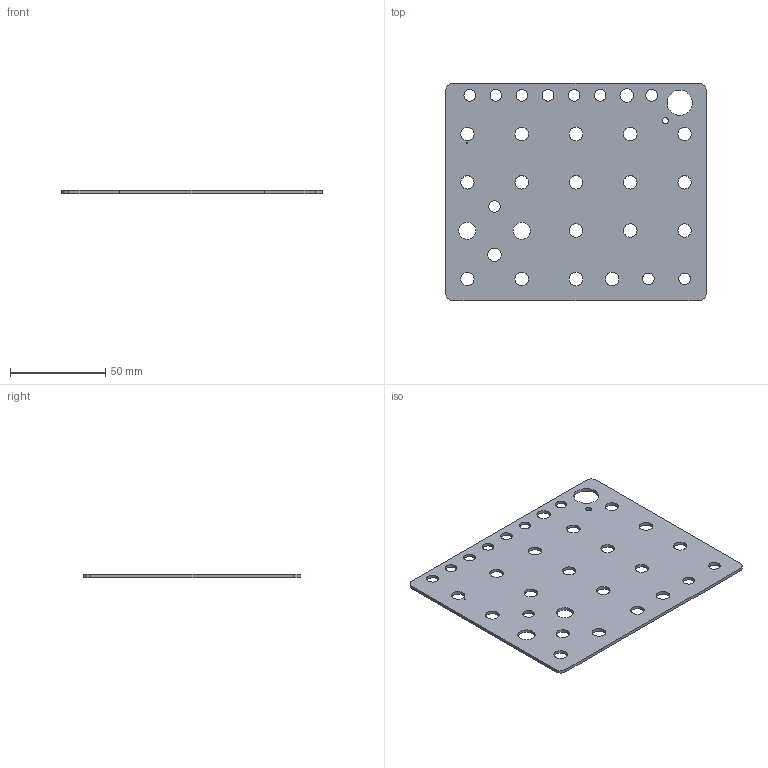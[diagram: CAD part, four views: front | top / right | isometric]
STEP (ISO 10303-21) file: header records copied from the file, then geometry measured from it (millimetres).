
FILE_DESCRIPTION(('KiCad electronic assembly'),'2;1');
FILE_NAME('micro_pico_faceplate-3D.step','2022-10-07T21:06:21',('Pcbnew' ),('Kicad'),'Open CASCADE STEP processor 7.5', 'KiCad to STEP converter','Unknown');
FILE_SCHEMA(('AUTOMOTIVE_DESIGN { 1 0 10303 214 1 1 1 1 }'));
Length unit declared in the file: millimetre
Products named in the file (2): micro_pico_faceplate-3D 1; micro_pico_faceplate PCB
Assembly tree (1 placements, depth 2):
  micro_pico_faceplate-3D 1
    micro_pico_faceplate PCB
Bounding box: 137.16 x 114.3 x 1.6 mm (x, y, z)
Volume: 22953.7 mm3; surface area: 30646.9 mm2
Topology: 1 solids, 1 shells, 46 faces, 132 edges, 88 vertices
Faces by surface type: cylinder 38, plane 8
Full cylindrical faces by diameter (mm): 0.5 x1, 3.2 x1, 6.1 x10, 7.1 x19, 9 x2, 13.3 x1
Entity records: 3451 total; most frequent: DIRECTION 568, CARTESIAN_POINT 532, ORIENTED_EDGE 264, PCURVE 264, DEFINITIONAL_REPRESENTATION 264, LINE 244, VECTOR 244, CIRCLE 152
